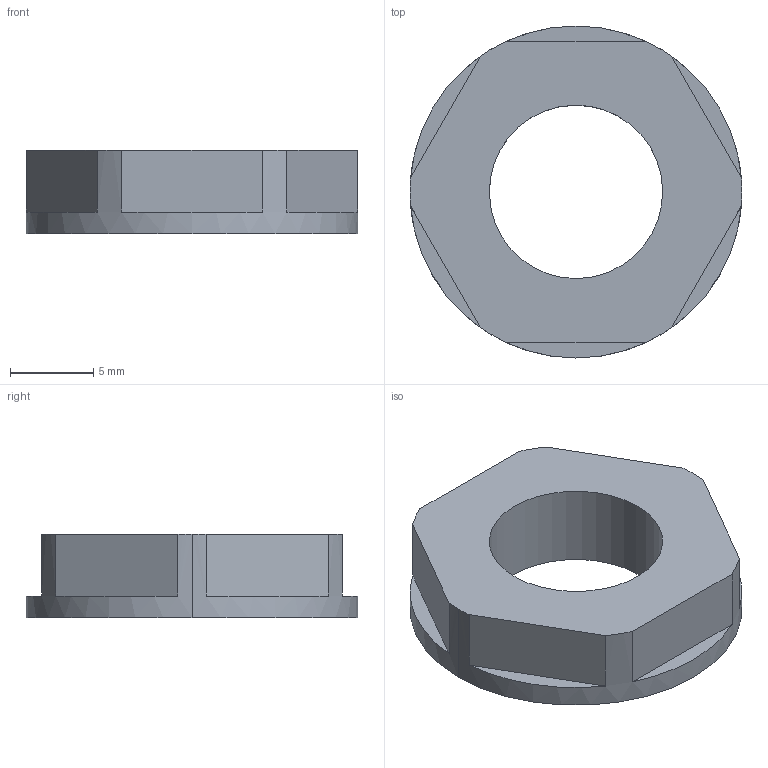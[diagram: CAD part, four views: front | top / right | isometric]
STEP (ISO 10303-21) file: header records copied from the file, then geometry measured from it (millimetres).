
FILE_DESCRIPTION(('CATIA V5R24 STEP','CAx-IF Rec.Pracs.--- Model Styling and Organization---1.2---2011-12-15'),'2;1');
FILE_NAME ('D1456585_0_1806540000_1806540000.stp','2018-05-22T11:17:47+00:00',('none'),('Weidmueller'),'CATIA Version 5-6 Release 2014 SP4 HF52','CATIA V5 STEP AP214','none');
FILE_SCHEMA(('AUTOMOTIVE_DESIGN { 1 0 10303 214 1 1 1 1 }'));
Length unit declared in the file: millimetre
Products named in the file (1): 1806540000_SKMU_M12x1_5_SW18
Bounding box: 19.88 x 19.88 x 5 mm (x, y, z)
Volume: 1010.3 mm3; surface area: 920.7 mm2
Topology: 1 solids, 1 shells, 18 faces, 48 edges, 32 vertices
Faces by surface type: plane 14, cylinder 4
Entity records: 543 total; most frequent: ORIENTED_EDGE 96, CARTESIAN_POINT 92, DIRECTION 70, EDGE_CURVE 48, AXIS2_PLACEMENT_3D 32, VERTEX_POINT 32, VECTOR 28, LINE 28
